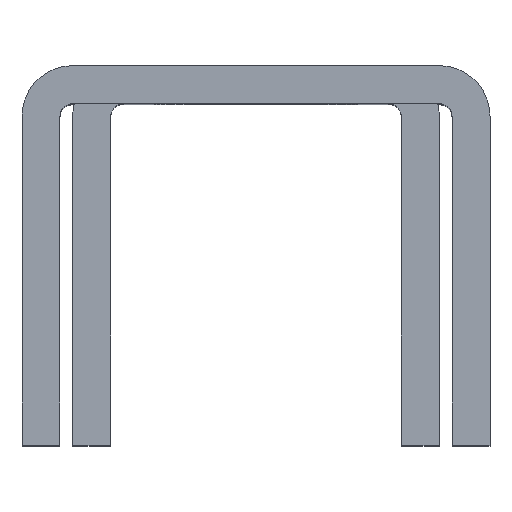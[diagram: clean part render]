
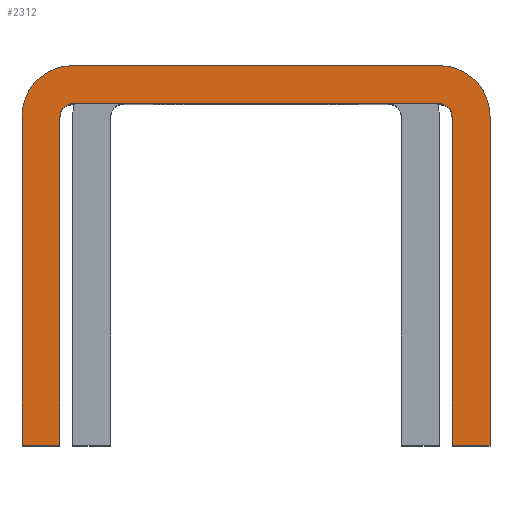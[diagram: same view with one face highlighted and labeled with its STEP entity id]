
A CAD part, top view. The second image highlights one B-rep face of the part: STEP entity #2312.
In plain terms, the highlighted face is planar.
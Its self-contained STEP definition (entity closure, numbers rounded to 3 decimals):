
#83=LINE($,#3311,#359);
#166=LINE($,#3499,#442);
#246=LINE($,#3736,#522);
#247=LINE($,#3738,#523);
#248=LINE($,#3739,#524);
#249=LINE($,#3741,#525);
#250=LINE($,#3743,#526);
#251=LINE($,#3744,#527);
#359=VECTOR($,#2641,14.5);
#442=VECTOR($,#2804,14.5);
#522=VECTOR($,#3042,13.);
#523=VECTOR($,#3043,1.5);
#524=VECTOR($,#3044,13.);
#525=VECTOR($,#3045,13.);
#526=VECTOR($,#3046,1.5);
#527=VECTOR($,#3047,13.);
#624=PLANE($,#2492);
#744=FACE_OUTER_BOUND($,#864,.T.);
#864=EDGE_LOOP($,(#2016,#2017,#2018,#2019,#2020,#2021,#2022,#2023,#2024,
#2025,#2026,#2027));
#940=CIRCLE($,#2460,0.5);
#943=CIRCLE($,#2464,2.);
#957=CIRCLE($,#2488,0.5);
#958=CIRCLE($,#2490,2.);
#1018=VERTEX_POINT($,#3308);
#1019=VERTEX_POINT($,#3310);
#1083=VERTEX_POINT($,#3496);
#1084=VERTEX_POINT($,#3498);
#1136=VERTEX_POINT($,#3657);
#1139=VERTEX_POINT($,#3664);
#1159=VERTEX_POINT($,#3724);
#1160=VERTEX_POINT($,#3729);
#1162=VERTEX_POINT($,#3735);
#1163=VERTEX_POINT($,#3737);
#1164=VERTEX_POINT($,#3740);
#1165=VERTEX_POINT($,#3742);
#1257=EDGE_CURVE($,#1018,#1019,#83,.T.);
#1352=EDGE_CURVE($,#1084,#1083,#166,.T.);
#1434=EDGE_CURVE($,#1083,#1136,#940,.T.);
#1438=EDGE_CURVE($,#1019,#1139,#943,.T.);
#1468=EDGE_CURVE($,#1084,#1159,#957,.T.);
#1470=EDGE_CURVE($,#1018,#1160,#958,.T.);
#1472=EDGE_CURVE($,#1160,#1162,#246,.T.);
#1473=EDGE_CURVE($,#1163,#1162,#247,.T.);
#1474=EDGE_CURVE($,#1159,#1163,#248,.T.);
#1475=EDGE_CURVE($,#1164,#1136,#249,.T.);
#1476=EDGE_CURVE($,#1164,#1165,#250,.T.);
#1477=EDGE_CURVE($,#1165,#1139,#251,.T.);
#2016=ORIENTED_EDGE($,*,*,#1257,.F.);
#2017=ORIENTED_EDGE($,*,*,#1470,.T.);
#2018=ORIENTED_EDGE($,*,*,#1472,.T.);
#2019=ORIENTED_EDGE($,*,*,#1473,.F.);
#2020=ORIENTED_EDGE($,*,*,#1474,.F.);
#2021=ORIENTED_EDGE($,*,*,#1468,.F.);
#2022=ORIENTED_EDGE($,*,*,#1352,.T.);
#2023=ORIENTED_EDGE($,*,*,#1434,.T.);
#2024=ORIENTED_EDGE($,*,*,#1475,.F.);
#2025=ORIENTED_EDGE($,*,*,#1476,.T.);
#2026=ORIENTED_EDGE($,*,*,#1477,.T.);
#2027=ORIENTED_EDGE($,*,*,#1438,.F.);
#2312=ADVANCED_FACE($,(#744),#624,.T.);
#2460=AXIS2_PLACEMENT_3D($,#3660,#2958,#2959);
#2464=AXIS2_PLACEMENT_3D($,#3667,#2967,#2968);
#2488=AXIS2_PLACEMENT_3D($,#3727,#3031,#3032);
#2490=AXIS2_PLACEMENT_3D($,#3732,#3036,#3037);
#2492=AXIS2_PLACEMENT_3D($,#3734,#3040,#3041);
#2641=DIRECTION($,(1.,0.,0.));
#2804=DIRECTION($,(1.,0.,0.));
#2958=DIRECTION('center_axis',(0.,-1.,0.));
#2959=DIRECTION('ref_axis',(0.,0.,-1.));
#2967=DIRECTION('center_axis',(0.,-1.,0.));
#2968=DIRECTION('ref_axis',(0.,0.,-1.));
#3031=DIRECTION('center_axis',(0.,1.,0.));
#3032=DIRECTION('ref_axis',(0.,0.,-1.));
#3036=DIRECTION('center_axis',(0.,1.,0.));
#3037=DIRECTION('ref_axis',(0.,0.,-1.));
#3040=DIRECTION('center_axis',(0.,1.,0.));
#3041=DIRECTION('ref_axis',(0.,0.,1.));
#3042=DIRECTION($,(0.,0.,1.));
#3043=DIRECTION($,(-1.,0.,0.));
#3044=DIRECTION($,(0.,0.,1.));
#3045=DIRECTION($,(0.,0.,-1.));
#3046=DIRECTION($,(1.,0.,0.));
#3047=DIRECTION($,(0.,0.,-1.));
#3308=CARTESIAN_POINT('',(26.754,34.016,0.));
#3310=CARTESIAN_POINT('',(41.254,34.016,0.));
#3311=CARTESIAN_POINT($,(26.754,34.016,0.));
#3496=CARTESIAN_POINT('',(41.254,34.016,1.5));
#3498=CARTESIAN_POINT('',(26.754,34.016,1.5));
#3499=CARTESIAN_POINT($,(26.754,34.016,1.5));
#3657=CARTESIAN_POINT('',(41.754,34.016,2.));
#3660=CARTESIAN_POINT('Origin',(41.254,34.016,2.));
#3664=CARTESIAN_POINT('',(43.254,34.016,2.));
#3667=CARTESIAN_POINT('Origin',(41.254,34.016,2.));
#3724=CARTESIAN_POINT('',(26.254,34.016,2.));
#3727=CARTESIAN_POINT('Origin',(26.754,34.016,2.));
#3729=CARTESIAN_POINT('',(24.754,34.016,2.));
#3732=CARTESIAN_POINT('Origin',(26.754,34.016,2.));
#3734=CARTESIAN_POINT('Origin',(34.004,34.016,0.));
#3735=CARTESIAN_POINT('',(24.754,34.016,15.));
#3736=CARTESIAN_POINT($,(24.754,34.016,2.));
#3737=CARTESIAN_POINT('',(26.254,34.016,15.));
#3738=CARTESIAN_POINT($,(26.254,34.016,15.));
#3739=CARTESIAN_POINT($,(26.254,34.016,2.));
#3740=CARTESIAN_POINT('',(41.754,34.016,15.));
#3741=CARTESIAN_POINT($,(41.754,34.016,15.));
#3742=CARTESIAN_POINT('',(43.254,34.016,15.));
#3743=CARTESIAN_POINT($,(41.754,34.016,15.));
#3744=CARTESIAN_POINT($,(43.254,34.016,15.));
